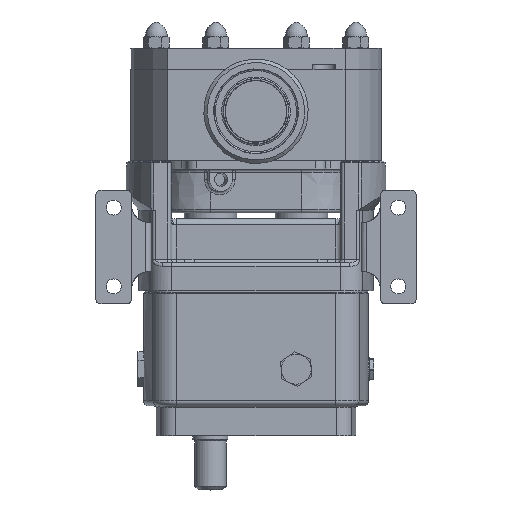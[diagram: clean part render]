
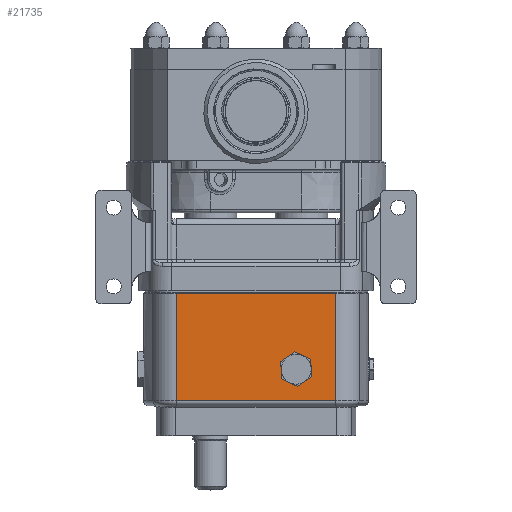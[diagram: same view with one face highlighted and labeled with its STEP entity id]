
A CAD part, front view. The second image highlights one B-rep face of the part: STEP entity #21735.
In plain terms, the highlighted planar face has unit normal (0, -1, 0).
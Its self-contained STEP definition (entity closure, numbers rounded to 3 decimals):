
#999 = PLANE ( 'NONE',  #14505 ) ;
#1548 = CARTESIAN_POINT ( 'NONE',  ( 15.713, -46.005, -134.858 ) ) ;
#1765 = VERTEX_POINT ( 'NONE', #5692 ) ;
#2694 = FACE_BOUND ( 'NONE', #11149, .T. ) ;
#2741 = VECTOR ( 'NONE', #13593, 1000. ) ;
#2815 = EDGE_CURVE ( 'NONE', #20682, #5615, #22330, .T. ) ;
#3047 = ORIENTED_EDGE ( 'NONE', *, *, #16044, .T. ) ;
#3393 = DIRECTION ( 'NONE',  ( -0.082, 0., 0.997 ) ) ;
#3472 = CARTESIAN_POINT ( 'NONE',  ( 23.813, -46.005, -128.765 ) ) ;
#3669 = CARTESIAN_POINT ( 'NONE',  ( 14.863, -46.005, -124.537 ) ) ;
#3767 = CARTESIAN_POINT ( 'NONE',  ( 22.187, -46.005, -109.035 ) ) ;
#3780 = DIRECTION ( 'NONE',  ( 0.822, 0., 0.569 ) ) ;
#3845 = CARTESIAN_POINT ( 'NONE',  ( 14.05, -46.005, -114.671 ) ) ;
#4306 = ORIENTED_EDGE ( 'NONE', *, *, #7556, .T. ) ;
#4661 = CARTESIAN_POINT ( 'NONE',  ( -45.477, -46.005, -75.4 ) ) ;
#5193 = CARTESIAN_POINT ( 'NONE',  ( -45.477, -46.005, -136.9 ) ) ;
#5615 = VERTEX_POINT ( 'NONE', #3845 ) ;
#5692 = CARTESIAN_POINT ( 'NONE',  ( -45.477, -46.005, -75.4 ) ) ;
#5731 = ORIENTED_EDGE ( 'NONE', *, *, #12687, .F. ) ;
#6147 = EDGE_CURVE ( 'NONE', #30366, #8693, #19469, .T. ) ;
#6649 = ORIENTED_EDGE ( 'NONE', *, *, #24399, .T. ) ;
#6758 = VECTOR ( 'NONE', #3393, 1000. ) ;
#7137 = CARTESIAN_POINT ( 'NONE',  ( -28.532, -46.005, -104.034 ) ) ;
#7433 = VECTOR ( 'NONE', #13750, 1000. ) ;
#7556 = EDGE_CURVE ( 'NONE', #22455, #8723, #30418, .T. ) ;
#7950 = CARTESIAN_POINT ( 'NONE',  ( 31.137, -46.005, -113.263 ) ) ;
#8202 = ORIENTED_EDGE ( 'NONE', *, *, #15658, .T. ) ;
#8328 = LINE ( 'NONE', #29296, #28536 ) ;
#8485 = DIRECTION ( 'NONE',  ( 0., 0., 1. ) ) ;
#8693 = VERTEX_POINT ( 'NONE', #7950 ) ;
#8723 = VERTEX_POINT ( 'NONE', #3472 ) ;
#8953 = VECTOR ( 'NONE', #3780, 1000. ) ;
#9615 = LINE ( 'NONE', #28262, #24873 ) ;
#9813 = CARTESIAN_POINT ( 'NONE',  ( 45.477, -46.005, -136.9 ) ) ;
#11074 = DIRECTION ( 'NONE',  ( 0.082, 0., -0.997 ) ) ;
#11149 = EDGE_LOOP ( 'NONE', ( #4306, #24260, #28431, #3047, #16778, #8202 ) ) ;
#12214 = DIRECTION ( 'NONE',  ( 0., 1., 0. ) ) ;
#12687 = EDGE_CURVE ( 'NONE', #20904, #1765, #9615, .T. ) ;
#12686 = DIRECTION ( 'NONE',  ( 0.904, 0., -0.427 ) ) ;
#13399 = VERTEX_POINT ( 'NONE', #9813 ) ;
#13451 = CARTESIAN_POINT ( 'NONE',  ( -28.222, -46.005, -164.81 ) ) ;
#13593 = DIRECTION ( 'NONE',  ( -1., 0., 0. ) ) ;
#13613 = VECTOR ( 'NONE', #21137, 1000. ) ;
#13682 = CARTESIAN_POINT ( 'NONE',  ( 32.8, -46.005, -133.45 ) ) ;
#13750 = DIRECTION ( 'NONE',  ( -0.822, 0., -0.569 ) ) ;
#14027 = CARTESIAN_POINT ( 'NONE',  ( 45.477, -46.005, -75.4 ) ) ;
#14505 = AXIS2_PLACEMENT_3D ( 'NONE', #14977, #12214, #17302 ) ;
#14977 = CARTESIAN_POINT ( 'NONE',  ( -45.477, -46.005, -139.9 ) ) ;
#15119 = VECTOR ( 'NONE', #25408, 1000. ) ;
#15658 = EDGE_CURVE ( 'NONE', #8693, #22455, #30196, .T. ) ;
#16044 = EDGE_CURVE ( 'NONE', #5615, #30366, #29520, .T. ) ;
#16127 = CARTESIAN_POINT ( 'NONE',  ( 45.477, -46.005, -136.9 ) ) ;
#16691 = VECTOR ( 'NONE', #12686, 1000. ) ;
#16778 = ORIENTED_EDGE ( 'NONE', *, *, #6147, .T. ) ;
#16806 = VECTOR ( 'NONE', #11074, 1000. ) ;
#17302 = DIRECTION ( 'NONE',  ( 1., 0., 0. ) ) ;
#17326 = CARTESIAN_POINT ( 'NONE',  ( -37.985, -46.005, -150.716 ) ) ;
#18146 = EDGE_LOOP ( 'NONE', ( #5731, #6649, #28549, #26467 ) ) ;
#19469 = LINE ( 'NONE', #22094, #16691 ) ;
#20036 = CARTESIAN_POINT ( 'NONE',  ( 31.95, -46.005, -123.129 ) ) ;
#20682 = VERTEX_POINT ( 'NONE', #3669 ) ;
#20904 = VERTEX_POINT ( 'NONE', #5193 ) ;
#21137 = DIRECTION ( 'NONE',  ( -0.904, 0., 0.427 ) ) ;
#21735 = ADVANCED_FACE ( 'NONE', ( #2694, #21782 ), #999, .F. ) ;
#21782 = FACE_OUTER_BOUND ( 'NONE', #18146, .T. ) ;
#22049 = EDGE_CURVE ( 'NONE', #22060, #1765, #28237, .T. ) ;
#22060 = VERTEX_POINT ( 'NONE', #14027 ) ;
#22094 = CARTESIAN_POINT ( 'NONE',  ( -21.207, -46.005, -88.532 ) ) ;
#22330 = LINE ( 'NONE', #1548, #6758 ) ;
#22455 = VERTEX_POINT ( 'NONE', #20036 ) ;
#23455 = LINE ( 'NONE', #7137, #13613 ) ;
#24260 = ORIENTED_EDGE ( 'NONE', *, *, #30149, .T. ) ;
#24399 = EDGE_CURVE ( 'NONE', #20904, #13399, #28012, .T. ) ;
#24873 = VECTOR ( 'NONE', #28115, 1000. ) ;
#25408 = DIRECTION ( 'NONE',  ( 1., 0., 0. ) ) ;
#25711 = EDGE_CURVE ( 'NONE', #13399, #22060, #8328, .T. ) ;
#26467 = ORIENTED_EDGE ( 'NONE', *, *, #22049, .T. ) ;
#28012 = LINE ( 'NONE', #16127, #15119 ) ;
#28115 = DIRECTION ( 'NONE',  ( 0., 0., 1. ) ) ;
#28237 = LINE ( 'NONE', #4661, #2741 ) ;
#28262 = CARTESIAN_POINT ( 'NONE',  ( -45.477, -46.005, -139.9 ) ) ;
#28431 = ORIENTED_EDGE ( 'NONE', *, *, #2815, .T. ) ;
#28536 = VECTOR ( 'NONE', #8485, 1000. ) ;
#28549 = ORIENTED_EDGE ( 'NONE', *, *, #25711, .T. ) ;
#29296 = CARTESIAN_POINT ( 'NONE',  ( 45.477, -46.005, -139.9 ) ) ;
#29520 = LINE ( 'NONE', #17326, #8953 ) ;
#30149 = EDGE_CURVE ( 'NONE', #8723, #20682, #23455, .T. ) ;
#30196 = LINE ( 'NONE', #13682, #16806 ) ;
#30366 = VERTEX_POINT ( 'NONE', #3767 ) ;
#30418 = LINE ( 'NONE', #13451, #7433 ) ;
